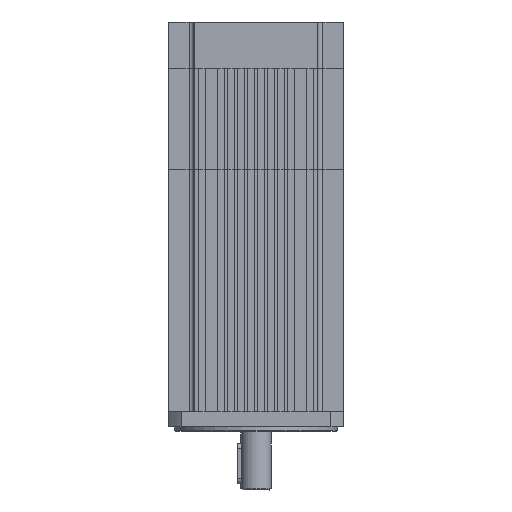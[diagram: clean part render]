
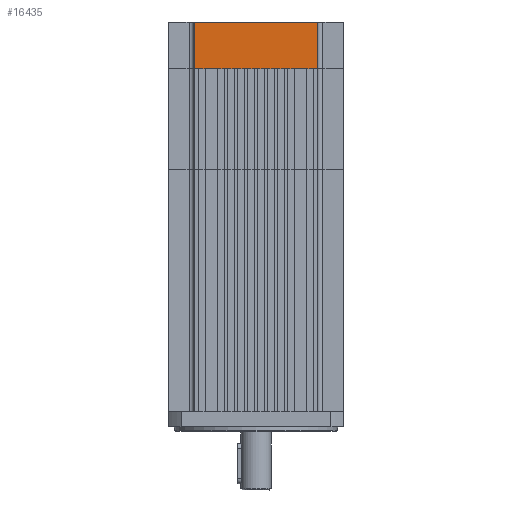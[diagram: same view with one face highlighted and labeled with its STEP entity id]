
A CAD part, front view. The second image highlights one B-rep face of the part: STEP entity #16435.
In plain terms, the highlighted face is planar.
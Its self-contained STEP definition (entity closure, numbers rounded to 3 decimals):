
#14565=CARTESIAN_POINT('',(9.25,-70.,273.5));
#14566=VERTEX_POINT('',#14565);
#14581=CARTESIAN_POINT('',(14.75,-70.,273.5));
#14582=VERTEX_POINT('',#14581);
#14589=CARTESIAN_POINT('',(9.25,-70.,273.5));
#14590=DIRECTION('',(1.0,0.0,0.0));
#14591=VECTOR('',#14590,5.5);
#14592=LINE('',#14589,#14591);
#14593=EDGE_CURVE('',#14566,#14582,#14592,.T.);
#14605=CARTESIAN_POINT('',(17.25,-70.,273.5));
#14606=VERTEX_POINT('',#14605);
#14621=CARTESIAN_POINT('',(22.75,-70.,273.5));
#14622=VERTEX_POINT('',#14621);
#14629=CARTESIAN_POINT('',(17.25,-70.,273.5));
#14630=DIRECTION('',(1.0,0.0,0.0));
#14631=VECTOR('',#14630,5.5);
#14632=LINE('',#14629,#14631);
#14633=EDGE_CURVE('',#14606,#14622,#14632,.T.);
#14645=CARTESIAN_POINT('',(25.25,-70.,273.5));
#14646=VERTEX_POINT('',#14645);
#14661=CARTESIAN_POINT('',(30.75,-70.,273.5));
#14662=VERTEX_POINT('',#14661);
#14669=CARTESIAN_POINT('',(25.25,-70.,273.5));
#14670=DIRECTION('',(1.0,0.0,0.0));
#14671=VECTOR('',#14670,5.5);
#14672=LINE('',#14669,#14671);
#14673=EDGE_CURVE('',#14646,#14662,#14672,.T.);
#14685=CARTESIAN_POINT('',(40.5,-70.,273.5));
#14686=VERTEX_POINT('',#14685);
#14701=CARTESIAN_POINT('',(46.,-70.,273.5));
#14702=VERTEX_POINT('',#14701);
#14709=CARTESIAN_POINT('',(40.5,-70.,273.5));
#14710=DIRECTION('',(1.0,0.0,0.0));
#14711=VECTOR('',#14710,5.5);
#14712=LINE('',#14709,#14711);
#14713=EDGE_CURVE('',#14686,#14702,#14712,.T.);
#15603=CARTESIAN_POINT('',(-40.5,-70.,273.5));
#15604=VERTEX_POINT('',#15603);
#15613=CARTESIAN_POINT('',(-46.,-70.,273.5));
#15614=VERTEX_POINT('',#15613);
#15615=CARTESIAN_POINT('',(-46.,-70.,273.5));
#15616=DIRECTION('',(1.0,0.0,0.0));
#15617=VECTOR('',#15616,5.5);
#15618=LINE('',#15615,#15617);
#15619=EDGE_CURVE('',#15614,#15604,#15618,.T.);
#15643=CARTESIAN_POINT('',(-25.25,-70.,273.5));
#15644=VERTEX_POINT('',#15643);
#15653=CARTESIAN_POINT('',(-30.75,-70.,273.5));
#15654=VERTEX_POINT('',#15653);
#15655=CARTESIAN_POINT('',(-30.75,-70.,273.5));
#15656=DIRECTION('',(1.0,0.0,0.0));
#15657=VECTOR('',#15656,5.5);
#15658=LINE('',#15655,#15657);
#15659=EDGE_CURVE('',#15654,#15644,#15658,.T.);
#15683=CARTESIAN_POINT('',(-17.25,-70.,273.5));
#15684=VERTEX_POINT('',#15683);
#15693=CARTESIAN_POINT('',(-22.75,-70.,273.5));
#15694=VERTEX_POINT('',#15693);
#15695=CARTESIAN_POINT('',(-22.75,-70.,273.5));
#15696=DIRECTION('',(1.0,0.0,0.0));
#15697=VECTOR('',#15696,5.5);
#15698=LINE('',#15695,#15697);
#15699=EDGE_CURVE('',#15694,#15684,#15698,.T.);
#15723=CARTESIAN_POINT('',(-9.25,-70.,273.5));
#15724=VERTEX_POINT('',#15723);
#15733=CARTESIAN_POINT('',(-14.75,-70.,273.5));
#15734=VERTEX_POINT('',#15733);
#15735=CARTESIAN_POINT('',(-14.75,-70.,273.5));
#15736=DIRECTION('',(1.0,0.0,0.0));
#15737=VECTOR('',#15736,5.5);
#15738=LINE('',#15735,#15737);
#15739=EDGE_CURVE('',#15734,#15724,#15738,.T.);
#15763=CARTESIAN_POINT('',(-1.25,-70.,273.5));
#15764=VERTEX_POINT('',#15763);
#15773=CARTESIAN_POINT('',(-6.75,-70.,273.5));
#15774=VERTEX_POINT('',#15773);
#15775=CARTESIAN_POINT('',(-6.75,-70.,273.5));
#15776=DIRECTION('',(1.0,0.0,0.0));
#15777=VECTOR('',#15776,5.5);
#15778=LINE('',#15775,#15777);
#15779=EDGE_CURVE('',#15774,#15764,#15778,.T.);
#15805=CARTESIAN_POINT('',(1.25,-70.,273.5));
#15806=VERTEX_POINT('',#15805);
#15821=CARTESIAN_POINT('',(6.75,-70.,273.5));
#15822=VERTEX_POINT('',#15821);
#15829=CARTESIAN_POINT('',(1.25,-70.,273.5));
#15830=DIRECTION('',(1.0,0.0,0.0));
#15831=VECTOR('',#15830,5.5);
#15832=LINE('',#15829,#15831);
#15833=EDGE_CURVE('',#15806,#15822,#15832,.T.);
#16309=CARTESIAN_POINT('',(-49.3,-70.,273.5));
#16310=VERTEX_POINT('',#16309);
#16317=CARTESIAN_POINT('',(-49.3,-70.,310.5));
#16318=VERTEX_POINT('',#16317);
#16319=CARTESIAN_POINT('',(-49.3,-70.,310.5));
#16320=DIRECTION('',(0.0,0.0,-1.0));
#16321=VECTOR('',#16320,37.0);
#16322=LINE('',#16319,#16321);
#16323=EDGE_CURVE('',#16318,#16310,#16322,.T.);
#16335=CARTESIAN_POINT('',(0.,-70.,310.5));
#16336=DIRECTION('',(0.0,-1.0,0.0));
#16337=DIRECTION('',(0.0,0.0,-1.0));
#16338=AXIS2_PLACEMENT_3D('',#16335,#16336,#16337);
#16339=PLANE('',#16338);
#16340=CARTESIAN_POINT('',(-46.,-70.,273.5));
#16341=DIRECTION('',(-1.0,0.0,0.0));
#16342=VECTOR('',#16341,3.3);
#16343=LINE('',#16340,#16342);
#16344=EDGE_CURVE('',#15614,#16310,#16343,.T.);
#16345=ORIENTED_EDGE('',*,*,#16344,.F.);
#16346=ORIENTED_EDGE('',*,*,#15619,.T.);
#16347=CARTESIAN_POINT('',(-30.75,-70.,273.5));
#16348=DIRECTION('',(-1.0,0.0,0.0));
#16349=VECTOR('',#16348,9.75);
#16350=LINE('',#16347,#16349);
#16351=EDGE_CURVE('',#15654,#15604,#16350,.T.);
#16352=ORIENTED_EDGE('',*,*,#16351,.F.);
#16353=ORIENTED_EDGE('',*,*,#15659,.T.);
#16354=CARTESIAN_POINT('',(-22.75,-70.,273.5));
#16355=DIRECTION('',(-1.0,0.0,0.0));
#16356=VECTOR('',#16355,2.5);
#16357=LINE('',#16354,#16356);
#16358=EDGE_CURVE('',#15694,#15644,#16357,.T.);
#16359=ORIENTED_EDGE('',*,*,#16358,.F.);
#16360=ORIENTED_EDGE('',*,*,#15699,.T.);
#16361=CARTESIAN_POINT('',(-14.75,-70.,273.5));
#16362=DIRECTION('',(-1.0,0.0,0.0));
#16363=VECTOR('',#16362,2.5);
#16364=LINE('',#16361,#16363);
#16365=EDGE_CURVE('',#15734,#15684,#16364,.T.);
#16366=ORIENTED_EDGE('',*,*,#16365,.F.);
#16367=ORIENTED_EDGE('',*,*,#15739,.T.);
#16368=CARTESIAN_POINT('',(-6.75,-70.,273.5));
#16369=DIRECTION('',(-1.0,0.0,0.0));
#16370=VECTOR('',#16369,2.5);
#16371=LINE('',#16368,#16370);
#16372=EDGE_CURVE('',#15774,#15724,#16371,.T.);
#16373=ORIENTED_EDGE('',*,*,#16372,.F.);
#16374=ORIENTED_EDGE('',*,*,#15779,.T.);
#16375=CARTESIAN_POINT('',(1.25,-70.,273.5));
#16376=DIRECTION('',(-1.0,0.0,0.0));
#16377=VECTOR('',#16376,2.5);
#16378=LINE('',#16375,#16377);
#16379=EDGE_CURVE('',#15806,#15764,#16378,.T.);
#16380=ORIENTED_EDGE('',*,*,#16379,.F.);
#16381=ORIENTED_EDGE('',*,*,#15833,.T.);
#16382=CARTESIAN_POINT('',(9.25,-70.,273.5));
#16383=DIRECTION('',(-1.0,0.0,0.0));
#16384=VECTOR('',#16383,2.5);
#16385=LINE('',#16382,#16384);
#16386=EDGE_CURVE('',#14566,#15822,#16385,.T.);
#16387=ORIENTED_EDGE('',*,*,#16386,.F.);
#16388=ORIENTED_EDGE('',*,*,#14593,.T.);
#16389=CARTESIAN_POINT('',(17.25,-70.,273.5));
#16390=DIRECTION('',(-1.0,0.0,0.0));
#16391=VECTOR('',#16390,2.5);
#16392=LINE('',#16389,#16391);
#16393=EDGE_CURVE('',#14606,#14582,#16392,.T.);
#16394=ORIENTED_EDGE('',*,*,#16393,.F.);
#16395=ORIENTED_EDGE('',*,*,#14633,.T.);
#16396=CARTESIAN_POINT('',(25.25,-70.,273.5));
#16397=DIRECTION('',(-1.0,0.0,0.0));
#16398=VECTOR('',#16397,2.5);
#16399=LINE('',#16396,#16398);
#16400=EDGE_CURVE('',#14646,#14622,#16399,.T.);
#16401=ORIENTED_EDGE('',*,*,#16400,.F.);
#16402=ORIENTED_EDGE('',*,*,#14673,.T.);
#16403=CARTESIAN_POINT('',(40.5,-70.,273.5));
#16404=DIRECTION('',(-1.0,0.0,0.0));
#16405=VECTOR('',#16404,9.75);
#16406=LINE('',#16403,#16405);
#16407=EDGE_CURVE('',#14686,#14662,#16406,.T.);
#16408=ORIENTED_EDGE('',*,*,#16407,.F.);
#16409=ORIENTED_EDGE('',*,*,#14713,.T.);
#16410=CARTESIAN_POINT('',(49.3,-70.,273.5));
#16411=VERTEX_POINT('',#16410);
#16412=CARTESIAN_POINT('',(49.3,-70.,273.5));
#16413=DIRECTION('',(-1.0,0.0,0.0));
#16414=VECTOR('',#16413,3.3);
#16415=LINE('',#16412,#16414);
#16416=EDGE_CURVE('',#16411,#14702,#16415,.T.);
#16417=ORIENTED_EDGE('',*,*,#16416,.F.);
#16418=CARTESIAN_POINT('',(49.3,-70.,310.5));
#16419=VERTEX_POINT('',#16418);
#16420=CARTESIAN_POINT('',(49.3,-70.,310.5));
#16421=DIRECTION('',(0.0,0.0,-1.0));
#16422=VECTOR('',#16421,37.0);
#16423=LINE('',#16420,#16422);
#16424=EDGE_CURVE('',#16419,#16411,#16423,.T.);
#16425=ORIENTED_EDGE('',*,*,#16424,.F.);
#16426=CARTESIAN_POINT('',(49.3,-70.,310.5));
#16427=DIRECTION('',(-1.0,0.0,0.0));
#16428=VECTOR('',#16427,98.6);
#16429=LINE('',#16426,#16428);
#16430=EDGE_CURVE('',#16419,#16318,#16429,.T.);
#16431=ORIENTED_EDGE('',*,*,#16430,.T.);
#16432=ORIENTED_EDGE('',*,*,#16323,.T.);
#16433=EDGE_LOOP('',(#16345,#16346,#16352,#16353,#16359,#16360,#16366,#16367,#16373,#16374,#16380,#16381,#16387,#16388,#16394,#16395,#16401,#16402,#16408,#16409,#16417,#16425,#16431,#16432));
#16434=FACE_OUTER_BOUND('',#16433,.T.);
#16435=ADVANCED_FACE('',(#16434),#16339,.T.);
